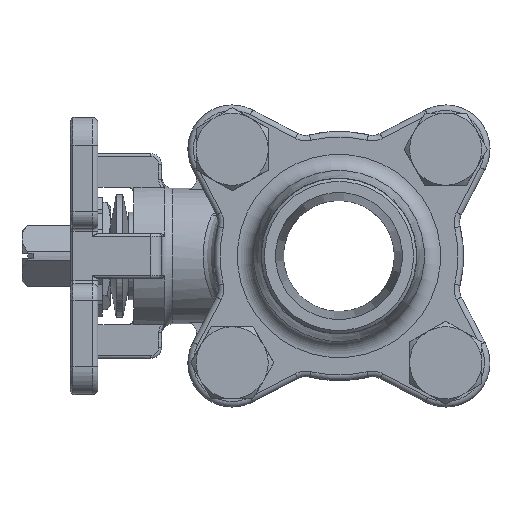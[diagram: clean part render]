
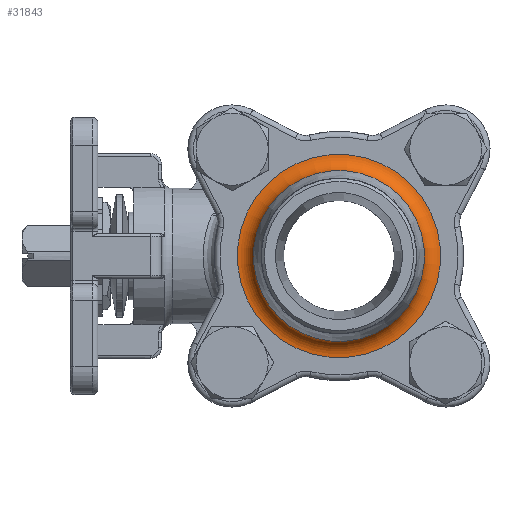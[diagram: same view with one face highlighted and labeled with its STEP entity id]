
A CAD part, left-side view. The second image highlights one B-rep face of the part: STEP entity #31843.
In plain terms, the highlighted toroidal (fillet/blend) face has major radius 18.349 mm and minor radius 3 mm.
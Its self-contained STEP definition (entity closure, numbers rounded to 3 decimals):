
#1411 = VERTEX_POINT ( 'NONE', #19364 ) ;
#5830 = VERTEX_POINT ( 'NONE', #56078 ) ;
#5951 = DIRECTION ( 'NONE',  ( 0., -0.707, 0.707 ) ) ;
#7464 = DIRECTION ( 'NONE',  ( -1., 0., 0. ) ) ;
#8381 = EDGE_LOOP ( 'NONE', ( #18546 ) ) ;
#8512 = CIRCLE ( 'NONE', #53607, 15.426 ) ;
#11566 = EDGE_CURVE ( 'NONE', #5830, #5830, #8512, .T. ) ;
#11877 = CARTESIAN_POINT ( 'NONE',  ( -23.1, 0., 0. ) ) ;
#15493 = EDGE_CURVE ( 'NONE', #1411, #1411, #44759, .T. ) ;
#15834 = ORIENTED_EDGE ( 'NONE', *, *, #15493, .T. ) ;
#18237 = EDGE_LOOP ( 'NONE', ( #15834 ) ) ;
#18546 = ORIENTED_EDGE ( 'NONE', *, *, #11566, .F. ) ;
#19364 = CARTESIAN_POINT ( 'NONE',  ( -23.1, -12.974, 12.974 ) ) ;
#19789 = FACE_OUTER_BOUND ( 'NONE', #18237, .T. ) ;
#22363 = TOROIDAL_SURFACE ( 'NONE', #37378, 18.349, 3. ) ;
#28303 = FACE_OUTER_BOUND ( 'NONE', #8381, .T. ) ;
#31843 = ADVANCED_FACE ( 'NONE', ( #28303, #19789 ), #22363, .F. ) ;
#33268 = DIRECTION ( 'NONE',  ( -1., 0., 0. ) ) ;
#37378 = AXIS2_PLACEMENT_3D ( 'NONE', #45989, #33268, #5951 ) ;
#40799 = DIRECTION ( 'NONE',  ( 0., -0.707, 0.707 ) ) ;
#41957 = AXIS2_PLACEMENT_3D ( 'NONE', #11877, #7464, #57150 ) ;
#44759 = CIRCLE ( 'NONE', #41957, 18.349 ) ;
#45989 = CARTESIAN_POINT ( 'NONE',  ( -26.1, 0., 0. ) ) ;
#53607 = AXIS2_PLACEMENT_3D ( 'NONE', #57828, #54605, #40799 ) ;
#54605 = DIRECTION ( 'NONE',  ( -1., 0., 0. ) ) ;
#56078 = CARTESIAN_POINT ( 'NONE',  ( -25.425, -10.908, 10.908 ) ) ;
#57150 = DIRECTION ( 'NONE',  ( 0., -0.707, 0.707 ) ) ;
#57828 = CARTESIAN_POINT ( 'NONE',  ( -25.425, 0., 0. ) ) ;
